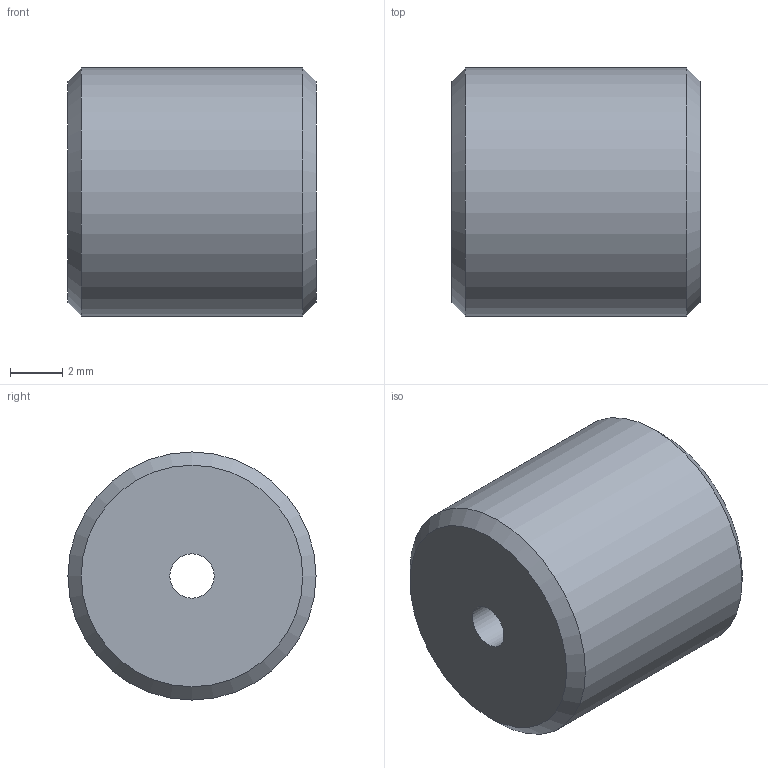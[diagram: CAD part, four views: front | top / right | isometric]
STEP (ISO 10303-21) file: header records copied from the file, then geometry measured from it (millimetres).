
FILE_DESCRIPTION((''),'2;1');
FILE_NAME('312566-EN1FPK External polymeric nut.stp','2008-08-08T08:08:18',('Franzp'),(''),'Autodesk Inventor 2008','Autodesk Inventor 2008','');
FILE_SCHEMA(('AUTOMOTIVE_DESIGN { 1 0 10303 214 1 1 1 1 }'));
Length unit declared in the file: millimetre
Products named in the file (1): 312566
Bounding box: 9.53 x 9.53 x 9.53 mm (x, y, z)
Volume: 571.3 mm3; surface area: 506.1 mm2
Topology: 1 solids, 1 shells, 9 faces, 15 edges, 9 vertices
Faces by surface type: bspline 4, cone 2, plane 2, cylinder 1
Full cylindrical faces by diameter (mm): 9.525 x1
Entity records: 263 total; most frequent: CARTESIAN_POINT 82, DIRECTION 30, ORIENTED_EDGE 18, EDGE_LOOP 18, AXIS2_PLACEMENT_3D 15, VERTEX_POINT 9, CIRCLE 9, EDGE_CURVE 9
